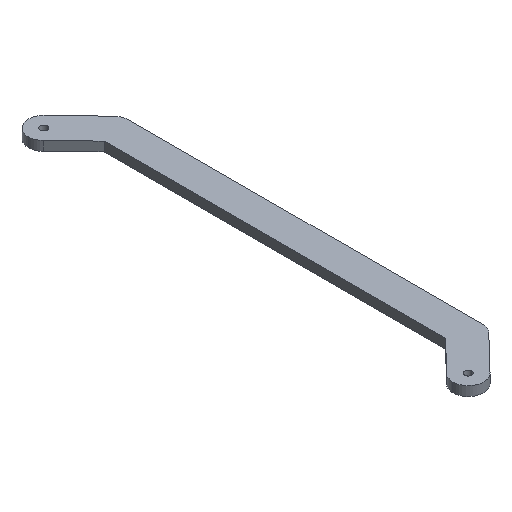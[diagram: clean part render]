
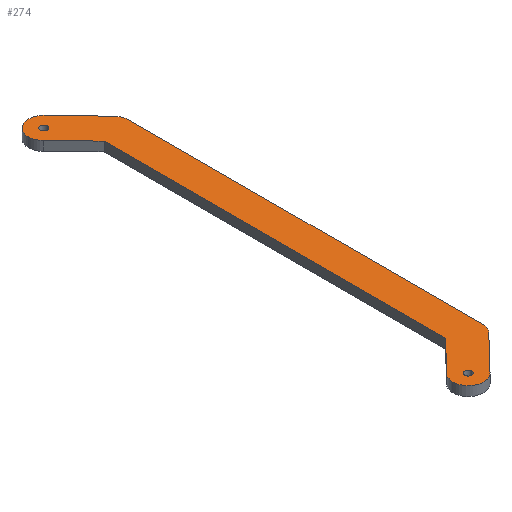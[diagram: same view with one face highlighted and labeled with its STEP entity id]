
A CAD part, isometric view. The second image highlights one B-rep face of the part: STEP entity #274.
In plain terms, the highlighted planar face has unit normal (0, 0, 1).
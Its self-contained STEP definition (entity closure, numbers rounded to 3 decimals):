
#4 = AXIS2_PLACEMENT_3D ( 'NONE', #444, #75, #212 ) ;
#6 = VERTEX_POINT ( 'NONE', #384 ) ;
#8 = ORIENTED_EDGE ( 'NONE', *, *, #556, .T. ) ;
#14 = ORIENTED_EDGE ( 'NONE', *, *, #481, .T. ) ;
#19 = CARTESIAN_POINT ( 'NONE',  ( 0., 180., 4. ) ) ;
#27 = DIRECTION ( 'NONE',  ( 0., 0., 1. ) ) ;
#34 = CARTESIAN_POINT ( 'NONE',  ( 4.676, -4.515, 4. ) ) ;
#36 = CARTESIAN_POINT ( 'NONE',  ( -6.5, 0., 4. ) ) ;
#39 = EDGE_LOOP ( 'NONE', ( #450, #211 ) ) ;
#42 = VECTOR ( 'NONE', #161, 1000. ) ;
#44 = DIRECTION ( 'NONE',  ( 1., 0., 0. ) ) ;
#51 = EDGE_CURVE ( 'NONE', #605, #152, #388, .T. ) ;
#55 = DIRECTION ( 'NONE',  ( 0., 0., 1. ) ) ;
#57 = ORIENTED_EDGE ( 'NONE', *, *, #594, .T. ) ;
#59 = VECTOR ( 'NONE', #295, 1000. ) ;
#60 = VERTEX_POINT ( 'NONE', #526 ) ;
#67 = DIRECTION ( 'NONE',  ( 0., 1., 0. ) ) ;
#71 = EDGE_CURVE ( 'NONE', #257, #226, #459, .T. ) ;
#75 = DIRECTION ( 'NONE',  ( 0., 0., 1. ) ) ;
#76 = DIRECTION ( 'NONE',  ( 1., 0., 0. ) ) ;
#77 = DIRECTION ( 'NONE',  ( 0., 0., 1. ) ) ;
#82 = CARTESIAN_POINT ( 'NONE',  ( -1.5, 180., 4. ) ) ;
#85 = CARTESIAN_POINT ( 'NONE',  ( 0., 0., 4. ) ) ;
#88 = CIRCLE ( 'NONE', #381, 1.5 ) ;
#92 = ORIENTED_EDGE ( 'NONE', *, *, #359, .T. ) ;
#96 = CIRCLE ( 'NONE', #210, 1.5 ) ;
#101 = EDGE_CURVE ( 'NONE', #382, #257, #362, .T. ) ;
#104 = CARTESIAN_POINT ( 'NONE',  ( -4.676, 4.515, 4. ) ) ;
#108 = CARTESIAN_POINT ( 'NONE',  ( 7.985, 17.626, 4. ) ) ;
#116 = VERTEX_POINT ( 'NONE', #128 ) ;
#117 = DIRECTION ( 'NONE',  ( 1., 0., 0. ) ) ;
#121 = CARTESIAN_POINT ( 'NONE',  ( -1.5, 0., 4. ) ) ;
#128 = CARTESIAN_POINT ( 'NONE',  ( -4.676, 4.515, 4. ) ) ;
#139 = FACE_BOUND ( 'NONE', #39, .T. ) ;
#141 = EDGE_CURVE ( 'NONE', #60, #334, #96, .T. ) ;
#152 = VERTEX_POINT ( 'NONE', #358 ) ;
#158 = AXIS2_PLACEMENT_3D ( 'NONE', #273, #463, #44 ) ;
#159 = CIRCLE ( 'NONE', #462, 6.5 ) ;
#161 = DIRECTION ( 'NONE',  ( -0.695, 0.719, 0. ) ) ;
#163 = DIRECTION ( 'NONE',  ( 0., 0., 1. ) ) ;
#167 = CARTESIAN_POINT ( 'NONE',  ( 14.485, 15., 4. ) ) ;
#170 = ORIENTED_EDGE ( 'NONE', *, *, #353, .T. ) ;
#176 = FACE_OUTER_BOUND ( 'NONE', #503, .T. ) ;
#182 = ORIENTED_EDGE ( 'NONE', *, *, #71, .T. ) ;
#184 = EDGE_CURVE ( 'NONE', #479, #243, #264, .T. ) ;
#188 = AXIS2_PLACEMENT_3D ( 'NONE', #580, #55, #570 ) ;
#189 = CIRCLE ( 'NONE', #554, 6.5 ) ;
#199 = EDGE_CURVE ( 'NONE', #595, #152, #189, .T. ) ;
#206 = EDGE_CURVE ( 'NONE', #334, #60, #347, .T. ) ;
#210 = AXIS2_PLACEMENT_3D ( 'NONE', #445, #587, #502 ) ;
#211 = ORIENTED_EDGE ( 'NONE', *, *, #611, .F. ) ;
#212 = DIRECTION ( 'NONE',  ( 1., 0., 0. ) ) ;
#219 = CARTESIAN_POINT ( 'NONE',  ( 0., 180., 4. ) ) ;
#220 = VECTOR ( 'NONE', #256, 1000. ) ;
#226 = VERTEX_POINT ( 'NONE', #543 ) ;
#229 = DIRECTION ( 'NONE',  ( 0., 0., 1. ) ) ;
#238 = AXIS2_PLACEMENT_3D ( 'NONE', #514, #333, #245 ) ;
#243 = VERTEX_POINT ( 'NONE', #310 ) ;
#244 = EDGE_CURVE ( 'NONE', #6, #588, #88, .T. ) ;
#245 = DIRECTION ( 'NONE',  ( 1., 0., 0. ) ) ;
#249 = CIRCLE ( 'NONE', #158, 6.5 ) ;
#254 = ORIENTED_EDGE ( 'NONE', *, *, #184, .T. ) ;
#256 = DIRECTION ( 'NONE',  ( 0.695, 0.719, 0. ) ) ;
#257 = VERTEX_POINT ( 'NONE', #414 ) ;
#264 = LINE ( 'NONE', #34, #220 ) ;
#273 = CARTESIAN_POINT ( 'NONE',  ( 0., 0., 4. ) ) ;
#274 = ADVANCED_FACE ( 'NONE', ( #139, #601, #176 ), #420, .T. ) ;
#280 = AXIS2_PLACEMENT_3D ( 'NONE', #320, #229, #411 ) ;
#285 = ORIENTED_EDGE ( 'NONE', *, *, #141, .F. ) ;
#287 = CARTESIAN_POINT ( 'NONE',  ( 85.269, 82.344, 4. ) ) ;
#295 = DIRECTION ( 'NONE',  ( 0.695, 0.719, 0. ) ) ;
#300 = EDGE_LOOP ( 'NONE', ( #285, #476 ) ) ;
#310 = CARTESIAN_POINT ( 'NONE',  ( 19.161, 10.485, 4. ) ) ;
#320 = CARTESIAN_POINT ( 'NONE',  ( 0., 0., 4. ) ) ;
#330 = DIRECTION ( 'NONE',  ( 1., 0., 0. ) ) ;
#333 = DIRECTION ( 'NONE',  ( 0., 0., 1. ) ) ;
#334 = VERTEX_POINT ( 'NONE', #82 ) ;
#341 = CARTESIAN_POINT ( 'NONE',  ( 4.676, 184.515, 4. ) ) ;
#342 = ORIENTED_EDGE ( 'NONE', *, *, #51, .F. ) ;
#347 = CIRCLE ( 'NONE', #584, 1.5 ) ;
#352 = CARTESIAN_POINT ( 'NONE',  ( -6.5, 180., 4. ) ) ;
#353 = EDGE_CURVE ( 'NONE', #116, #355, #249, .T. ) ;
#355 = VERTEX_POINT ( 'NONE', #36 ) ;
#356 = CARTESIAN_POINT ( 'NONE',  ( 7.985, 0., 4. ) ) ;
#358 = CARTESIAN_POINT ( 'NONE',  ( -4.676, 175.485, 4. ) ) ;
#359 = EDGE_CURVE ( 'NONE', #395, #595, #397, .T. ) ;
#362 = LINE ( 'NONE', #499, #495 ) ;
#375 = ORIENTED_EDGE ( 'NONE', *, *, #199, .T. ) ;
#377 = CARTESIAN_POINT ( 'NONE',  ( 7.985, 162.374, 4. ) ) ;
#380 = VECTOR ( 'NONE', #577, 1000. ) ;
#381 = AXIS2_PLACEMENT_3D ( 'NONE', #454, #27, #593 ) ;
#382 = VERTEX_POINT ( 'NONE', #567 ) ;
#384 = CARTESIAN_POINT ( 'NONE',  ( 1.5, 0., 4. ) ) ;
#385 = LINE ( 'NONE', #104, #59 ) ;
#388 = LINE ( 'NONE', #287, #380 ) ;
#392 = EDGE_CURVE ( 'NONE', #116, #400, #385, .T. ) ;
#395 = VERTEX_POINT ( 'NONE', #341 ) ;
#397 = CIRCLE ( 'NONE', #238, 6.5 ) ;
#400 = VERTEX_POINT ( 'NONE', #108 ) ;
#406 = DIRECTION ( 'NONE',  ( 0., 0., 1. ) ) ;
#409 = DIRECTION ( 'NONE',  ( 1., 0., 0. ) ) ;
#411 = DIRECTION ( 'NONE',  ( 1., 0., 0. ) ) ;
#414 = CARTESIAN_POINT ( 'NONE',  ( 20.985, 165., 4. ) ) ;
#418 = AXIS2_PLACEMENT_3D ( 'NONE', #85, #562, #330 ) ;
#420 = PLANE ( 'NONE',  #418 ) ;
#438 = ORIENTED_EDGE ( 'NONE', *, *, #600, .F. ) ;
#444 = CARTESIAN_POINT ( 'NONE',  ( 0., 0., 4. ) ) ;
#445 = CARTESIAN_POINT ( 'NONE',  ( 0., 180., 4. ) ) ;
#447 = CARTESIAN_POINT ( 'NONE',  ( 4.676, -4.515, 4. ) ) ;
#450 = ORIENTED_EDGE ( 'NONE', *, *, #244, .F. ) ;
#454 = CARTESIAN_POINT ( 'NONE',  ( 0., 0., 4. ) ) ;
#459 = CIRCLE ( 'NONE', #188, 6.5 ) ;
#462 = AXIS2_PLACEMENT_3D ( 'NONE', #167, #77, #117 ) ;
#463 = DIRECTION ( 'NONE',  ( 0., 0., 1. ) ) ;
#476 = ORIENTED_EDGE ( 'NONE', *, *, #206, .F. ) ;
#479 = VERTEX_POINT ( 'NONE', #447 ) ;
#481 = EDGE_CURVE ( 'NONE', #243, #382, #159, .T. ) ;
#485 = CIRCLE ( 'NONE', #4, 6.5 ) ;
#492 = LINE ( 'NONE', #356, #575 ) ;
#495 = VECTOR ( 'NONE', #540, 1000. ) ;
#499 = CARTESIAN_POINT ( 'NONE',  ( 20.985, 0., 4. ) ) ;
#502 = DIRECTION ( 'NONE',  ( 1., 0., 0. ) ) ;
#503 = EDGE_LOOP ( 'NONE', ( #438, #528, #170, #8, #254, #14, #568, #182, #57, #92, #375, #342 ) ) ;
#514 = CARTESIAN_POINT ( 'NONE',  ( 0., 180., 4. ) ) ;
#526 = CARTESIAN_POINT ( 'NONE',  ( 1.5, 180., 4. ) ) ;
#528 = ORIENTED_EDGE ( 'NONE', *, *, #392, .F. ) ;
#540 = DIRECTION ( 'NONE',  ( 0., 1., 0. ) ) ;
#543 = CARTESIAN_POINT ( 'NONE',  ( 19.161, 169.515, 4. ) ) ;
#546 = CIRCLE ( 'NONE', #280, 1.5 ) ;
#554 = AXIS2_PLACEMENT_3D ( 'NONE', #19, #163, #76 ) ;
#556 = EDGE_CURVE ( 'NONE', #355, #479, #485, .T. ) ;
#562 = DIRECTION ( 'NONE',  ( 0., 0., 1. ) ) ;
#567 = CARTESIAN_POINT ( 'NONE',  ( 20.985, 15., 4. ) ) ;
#568 = ORIENTED_EDGE ( 'NONE', *, *, #101, .T. ) ;
#570 = DIRECTION ( 'NONE',  ( 1., 0., 0. ) ) ;
#575 = VECTOR ( 'NONE', #67, 1000. ) ;
#577 = DIRECTION ( 'NONE',  ( -0.695, 0.719, 0. ) ) ;
#580 = CARTESIAN_POINT ( 'NONE',  ( 14.485, 165., 4. ) ) ;
#584 = AXIS2_PLACEMENT_3D ( 'NONE', #219, #406, #409 ) ;
#587 = DIRECTION ( 'NONE',  ( 0., 0., 1. ) ) ;
#588 = VERTEX_POINT ( 'NONE', #121 ) ;
#589 = CARTESIAN_POINT ( 'NONE',  ( 94.621, 91.374, 4. ) ) ;
#592 = LINE ( 'NONE', #589, #42 ) ;
#593 = DIRECTION ( 'NONE',  ( 1., 0., 0. ) ) ;
#594 = EDGE_CURVE ( 'NONE', #226, #395, #592, .T. ) ;
#595 = VERTEX_POINT ( 'NONE', #352 ) ;
#600 = EDGE_CURVE ( 'NONE', #400, #605, #492, .T. ) ;
#601 = FACE_BOUND ( 'NONE', #300, .T. ) ;
#605 = VERTEX_POINT ( 'NONE', #377 ) ;
#611 = EDGE_CURVE ( 'NONE', #588, #6, #546, .T. ) ;
